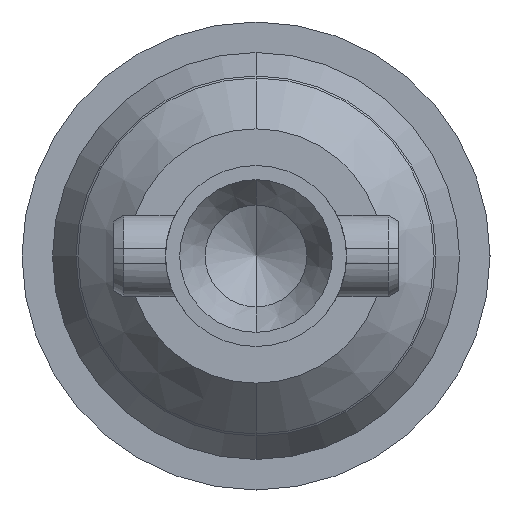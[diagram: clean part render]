
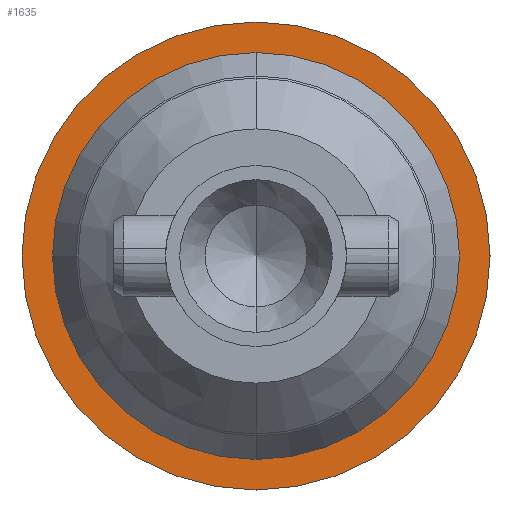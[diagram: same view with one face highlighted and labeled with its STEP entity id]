
A CAD part, front view. The second image highlights one B-rep face of the part: STEP entity #1635.
In plain terms, the highlighted planar face has unit normal (0, -1, 0).
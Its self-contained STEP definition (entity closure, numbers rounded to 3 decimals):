
#124 = ORIENTED_EDGE ( 'NONE', *, *, #6856, .F. ) ;
#129 = DIRECTION ( 'NONE',  ( 0., 0., 1. ) ) ;
#156 = DIRECTION ( 'NONE',  ( 0., 1., 0. ) ) ;
#468 = VERTEX_POINT ( 'NONE', #3159 ) ;
#798 = DIRECTION ( 'NONE',  ( 0., 0., 1. ) ) ;
#888 = DIRECTION ( 'NONE',  ( 0., 0., -1. ) ) ;
#1123 = EDGE_CURVE ( 'NONE', #6500, #7184, #7712, .T. ) ;
#1202 = CARTESIAN_POINT ( 'NONE',  ( 0., -5.7, -2.3 ) ) ;
#1206 = CIRCLE ( 'NONE', #1356, 2.3 ) ;
#1356 = AXIS2_PLACEMENT_3D ( 'NONE', #3231, #156, #129 ) ;
#1635 = ADVANCED_FACE ( 'NONE', ( #7123, #2193 ), #3390, .T. ) ;
#1648 = CARTESIAN_POINT ( 'NONE',  ( 0., -5.7, 0. ) ) ;
#1675 = DIRECTION ( 'NONE',  ( 0., 1., 0. ) ) ;
#2023 = ORIENTED_EDGE ( 'NONE', *, *, #7265, .F. ) ;
#2193 = FACE_OUTER_BOUND ( 'NONE', #5900, .T. ) ;
#2253 = CARTESIAN_POINT ( 'NONE',  ( 0., -5.7, 0. ) ) ;
#2275 = CIRCLE ( 'NONE', #4788, 2.3 ) ;
#2973 = DIRECTION ( 'NONE',  ( 0., 0., 1. ) ) ;
#3159 = CARTESIAN_POINT ( 'NONE',  ( 0., -5.7, 2.3 ) ) ;
#3231 = CARTESIAN_POINT ( 'NONE',  ( 0., -5.7, 0. ) ) ;
#3390 = PLANE ( 'NONE',  #4398 ) ;
#3519 = DIRECTION ( 'NONE',  ( 0., 1., 0. ) ) ;
#3577 = DIRECTION ( 'NONE',  ( 0., 0., 1. ) ) ;
#3768 = VERTEX_POINT ( 'NONE', #1202 ) ;
#4347 = AXIS2_PLACEMENT_3D ( 'NONE', #1648, #1675, #2973 ) ;
#4398 = AXIS2_PLACEMENT_3D ( 'NONE', #7722, #4592, #888 ) ;
#4494 = ORIENTED_EDGE ( 'NONE', *, *, #7177, .T. ) ;
#4577 = CARTESIAN_POINT ( 'NONE',  ( 0., -5.7, 2. ) ) ;
#4592 = DIRECTION ( 'NONE',  ( 0., -1., 0. ) ) ;
#4788 = AXIS2_PLACEMENT_3D ( 'NONE', #2253, #3519, #3577 ) ;
#5136 = CARTESIAN_POINT ( 'NONE',  ( 0., -5.7, 0. ) ) ;
#5728 = DIRECTION ( 'NONE',  ( 0., 1., 0. ) ) ;
#5900 = EDGE_LOOP ( 'NONE', ( #124, #2023 ) ) ;
#6201 = ORIENTED_EDGE ( 'NONE', *, *, #1123, .T. ) ;
#6365 = CARTESIAN_POINT ( 'NONE',  ( 0., -5.7, -2. ) ) ;
#6500 = VERTEX_POINT ( 'NONE', #6365 ) ;
#6856 = EDGE_CURVE ( 'NONE', #468, #3768, #2275, .T. ) ;
#7123 = FACE_BOUND ( 'NONE', #7803, .T. ) ;
#7177 = EDGE_CURVE ( 'NONE', #7184, #6500, #7462, .T. ) ;
#7184 = VERTEX_POINT ( 'NONE', #4577 ) ;
#7265 = EDGE_CURVE ( 'NONE', #3768, #468, #1206, .T. ) ;
#7462 = CIRCLE ( 'NONE', #7549, 2. ) ;
#7549 = AXIS2_PLACEMENT_3D ( 'NONE', #5136, #5728, #798 ) ;
#7712 = CIRCLE ( 'NONE', #4347, 2. ) ;
#7722 = CARTESIAN_POINT ( 'NONE',  ( -2.3, -5.7, 0. ) ) ;
#7803 = EDGE_LOOP ( 'NONE', ( #4494, #6201 ) ) ;
